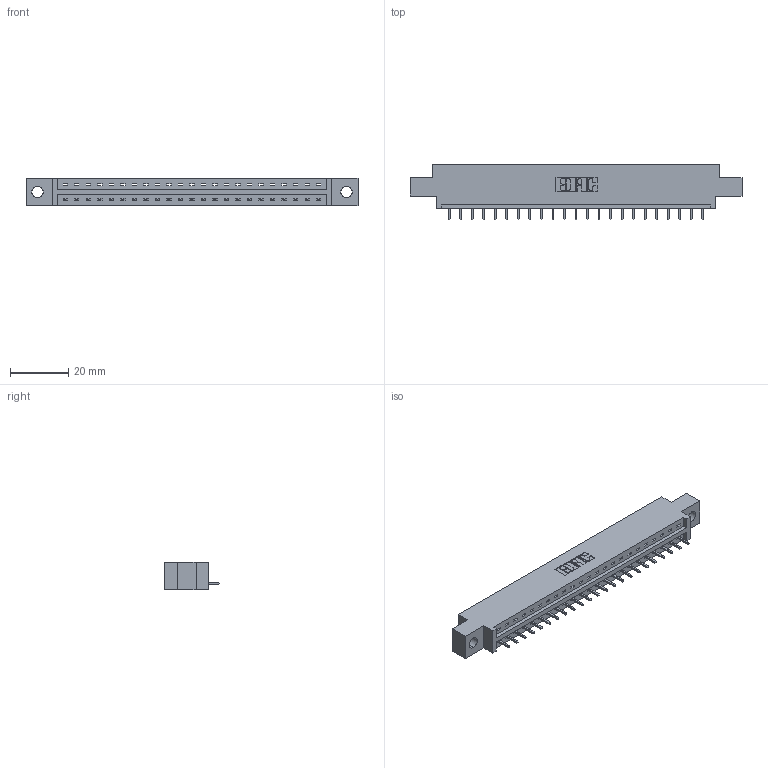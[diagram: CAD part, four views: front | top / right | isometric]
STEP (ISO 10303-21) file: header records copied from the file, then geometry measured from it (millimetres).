
FILE_DESCRIPTION (( 'STEP AP203' ), '1' );
FILE_NAME ('387-023-521-604.STEP', '2019-10-03T02:24:18', ( '' ), ( '' ), 'SwSTEP 2.0', 'SolidWorks 2016', '' );
FILE_SCHEMA (( 'CONFIG_CONTROL_DESIGN' ));
Length unit declared in the file: inch
Products named in the file (3): 337 Part_0.170 Offset - 0.156 Dia-TH; 387-023-521-604; 345-292-001_345-293-121
Assembly tree (24 placements, depth 2):
  387-023-521-604
    337 Part_0.170 Offset - 0.156 Dia-TH
    345-292-001_345-293-121  x23
Bounding box: 114.15 x 19.06 x 9.4 mm (x, y, z)
Volume: 11355.2 mm3; surface area: 11242.7 mm2
Topology: 24 solids, 24 shells, 1544 faces, 4647 edges, 3066 vertices
Faces by surface type: plane 1132, cylinder 412
Entity records: 19707 total; most frequent: CARTESIAN_POINT 3439, ORIENTED_EDGE 3398, DIRECTION 2933, EDGE_CURVE 1699, LINE 1571, VECTOR 1571, VERTEX_POINT 1130, AXIS2_PLACEMENT_3D 681
